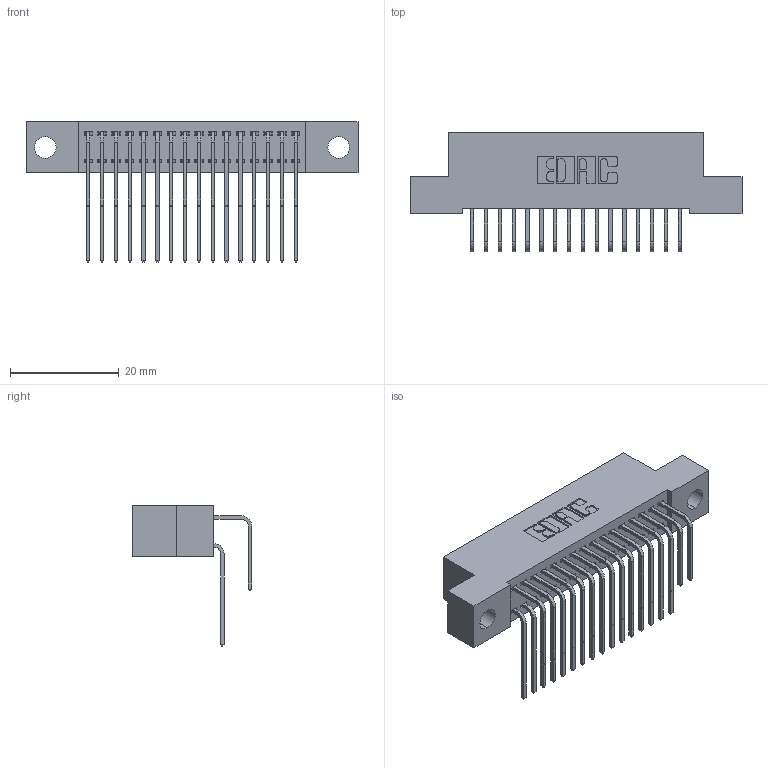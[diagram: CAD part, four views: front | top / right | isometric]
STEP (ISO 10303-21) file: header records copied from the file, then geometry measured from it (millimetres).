
FILE_DESCRIPTION (( 'STEP AP203' ), '1' );
FILE_NAME ('342-032-558-204.STEP', '2018-08-11T17:22:30', ( '' ), ( '' ), 'SwSTEP 2.0', 'SolidWorks 2016', '' );
FILE_SCHEMA (( 'CONFIG_CONTROL_DESIGN' ));
Length unit declared in the file: inch
Products named in the file (4): 345-292-001_558 559 Tail - 1; 345-292-001_558 Tail - 2; 342-032-558-204; 342 Part_.156 TH
Assembly tree (33 placements, depth 2):
  342-032-558-204
    342 Part_.156 TH
    345-292-001_558 559 Tail - 1  x16
    345-292-001_558 Tail - 2  x16
Bounding box: 60.96 x 21.91 x 25.78 mm (x, y, z)
Volume: 5451.8 mm3; surface area: 8892.7 mm2
Topology: 33 solids, 33 shells, 1838 faces, 5451 edges, 3590 vertices
Faces by surface type: plane 1282, cylinder 556
Entity records: 15311 total; most frequent: CARTESIAN_POINT 2617, ORIENTED_EDGE 2502, DIRECTION 2263, EDGE_CURVE 1251, VECTOR 1083, LINE 1083, VERTEX_POINT 830, AXIS2_PLACEMENT_3D 590
